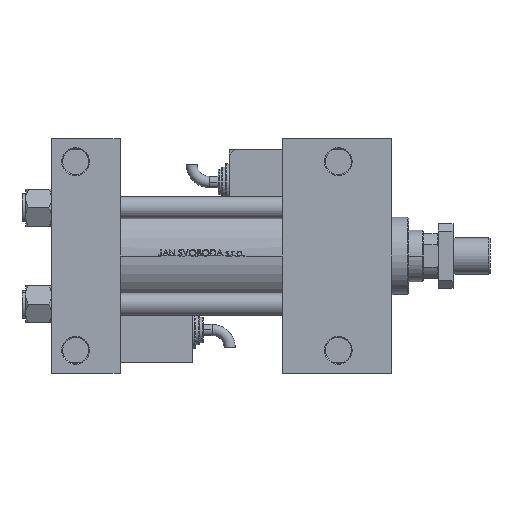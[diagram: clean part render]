
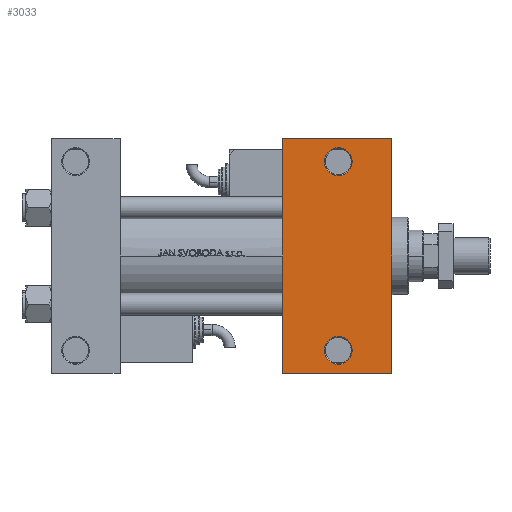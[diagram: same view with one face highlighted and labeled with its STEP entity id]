
A CAD part, front view. The second image highlights one B-rep face of the part: STEP entity #3033.
In plain terms, the highlighted face is planar.
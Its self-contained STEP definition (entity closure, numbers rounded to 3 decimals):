
#2414 = FACE_BOUND ( 'NONE', #41937, .T. ) ;
#2540 = EDGE_CURVE ( 'NONE', #42177, #22054, #11241, .T. ) ;
#3033 = ADVANCED_FACE ( 'NONE', ( #2414, #31694, #30118 ), #42921, .T. ) ;
#3316 = EDGE_CURVE ( 'NONE', #49007, #24592, #48967, .T. ) ;
#3587 = CARTESIAN_POINT ( 'NONE',  ( 184., 63.5, -37.5 ) ) ;
#5347 = AXIS2_PLACEMENT_3D ( 'NONE', #31415, #21724, #43207 ) ;
#5841 = LINE ( 'NONE', #23378, #43119 ) ;
#6564 = DIRECTION ( 'NONE',  ( 0., 0., 1. ) ) ;
#7985 = AXIS2_PLACEMENT_3D ( 'NONE', #48911, #52257, #39155 ) ;
#9522 = EDGE_CURVE ( 'NONE', #39979, #22054, #41827, .T. ) ;
#9695 = CARTESIAN_POINT ( 'NONE',  ( 155., -51., -37.5 ) ) ;
#9832 = EDGE_CURVE ( 'NONE', #42177, #32287, #5841, .T. ) ;
#11241 = LINE ( 'NONE', #28268, #32053 ) ;
#11394 = LINE ( 'NONE', #41233, #12714 ) ;
#11436 = CARTESIAN_POINT ( 'NONE',  ( 125., -63.5, -37.5 ) ) ;
#12714 = VECTOR ( 'NONE', #37588, 1000. ) ;
#12942 = DIRECTION ( 'NONE',  ( 0., 0., 1. ) ) ;
#14918 = CARTESIAN_POINT ( 'NONE',  ( 155., 51., -37.5 ) ) ;
#14999 = CARTESIAN_POINT ( 'NONE',  ( 162.5, -51., -37.5 ) ) ;
#15053 = ORIENTED_EDGE ( 'NONE', *, *, #42680, .T. ) ;
#15181 = AXIS2_PLACEMENT_3D ( 'NONE', #51144, #12942, #25777 ) ;
#15661 = ORIENTED_EDGE ( 'NONE', *, *, #9832, .T. ) ;
#16612 = EDGE_CURVE ( 'NONE', #41112, #35012, #54091, .T. ) ;
#16941 = CARTESIAN_POINT ( 'NONE',  ( 125., -63.5, -37.5 ) ) ;
#17723 = CARTESIAN_POINT ( 'NONE',  ( 125., 63.5, -37.5 ) ) ;
#21724 = DIRECTION ( 'NONE',  ( 0., 0., -1. ) ) ;
#22054 = VERTEX_POINT ( 'NONE', #16941 ) ;
#22559 = DIRECTION ( 'NONE',  ( 1., 0., 0. ) ) ;
#23026 = ORIENTED_EDGE ( 'NONE', *, *, #33268, .T. ) ;
#23378 = CARTESIAN_POINT ( 'NONE',  ( 125., 63.5, -37.5 ) ) ;
#23707 = ORIENTED_EDGE ( 'NONE', *, *, #2540, .F. ) ;
#24592 = VERTEX_POINT ( 'NONE', #14999 ) ;
#24627 = DIRECTION ( 'NONE',  ( 0., -1., 0. ) ) ;
#25777 = DIRECTION ( 'NONE',  ( -1., 0., 0. ) ) ;
#25848 = CIRCLE ( 'NONE', #15181, 7.5 ) ;
#26465 = ORIENTED_EDGE ( 'NONE', *, *, #3316, .T. ) ;
#28268 = CARTESIAN_POINT ( 'NONE',  ( 125., 37.5, -37.5 ) ) ;
#29386 = CARTESIAN_POINT ( 'NONE',  ( 184., -63.5, -37.5 ) ) ;
#30118 = FACE_OUTER_BOUND ( 'NONE', #46103, .T. ) ;
#31183 = DIRECTION ( 'NONE',  ( 0., 0., 1. ) ) ;
#31415 = CARTESIAN_POINT ( 'NONE',  ( 184., 37.5, -37.5 ) ) ;
#31490 = CARTESIAN_POINT ( 'NONE',  ( 147.5, -51., -37.5 ) ) ;
#31694 = FACE_BOUND ( 'NONE', #35486, .T. ) ;
#32053 = VECTOR ( 'NONE', #24627, 1000. ) ;
#32287 = VERTEX_POINT ( 'NONE', #3587 ) ;
#33268 = EDGE_CURVE ( 'NONE', #32287, #39979, #11394, .T. ) ;
#35012 = VERTEX_POINT ( 'NONE', #39213 ) ;
#35486 = EDGE_LOOP ( 'NONE', ( #26465, #15053 ) ) ;
#35896 = DIRECTION ( 'NONE',  ( -1., 0., 0. ) ) ;
#36804 = DIRECTION ( 'NONE',  ( -1., 0., 0. ) ) ;
#37119 = ORIENTED_EDGE ( 'NONE', *, *, #38859, .T. ) ;
#37588 = DIRECTION ( 'NONE',  ( 0., -1., 0. ) ) ;
#38859 = EDGE_CURVE ( 'NONE', #35012, #41112, #25848, .T. ) ;
#39155 = DIRECTION ( 'NONE',  ( -1., 0., 0. ) ) ;
#39213 = CARTESIAN_POINT ( 'NONE',  ( 147.5, 51., -37.5 ) ) ;
#39761 = DIRECTION ( 'NONE',  ( -1., 0., 0. ) ) ;
#39979 = VERTEX_POINT ( 'NONE', #29386 ) ;
#41112 = VERTEX_POINT ( 'NONE', #51921 ) ;
#41233 = CARTESIAN_POINT ( 'NONE',  ( 184., 37.5, -37.5 ) ) ;
#41331 = ORIENTED_EDGE ( 'NONE', *, *, #16612, .T. ) ;
#41827 = LINE ( 'NONE', #11436, #51980 ) ;
#41937 = EDGE_LOOP ( 'NONE', ( #37119, #41331 ) ) ;
#42177 = VERTEX_POINT ( 'NONE', #17723 ) ;
#42680 = EDGE_CURVE ( 'NONE', #24592, #49007, #44604, .T. ) ;
#42921 = PLANE ( 'NONE',  #5347 ) ;
#43119 = VECTOR ( 'NONE', #22559, 1000. ) ;
#43207 = DIRECTION ( 'NONE',  ( -1., 0., 0. ) ) ;
#44604 = CIRCLE ( 'NONE', #46406, 7.5 ) ;
#46103 = EDGE_LOOP ( 'NONE', ( #23707, #15661, #23026, #51862 ) ) ;
#46406 = AXIS2_PLACEMENT_3D ( 'NONE', #9695, #31183, #35896 ) ;
#48911 = CARTESIAN_POINT ( 'NONE',  ( 155., -51., -37.5 ) ) ;
#48967 = CIRCLE ( 'NONE', #7985, 7.5 ) ;
#49007 = VERTEX_POINT ( 'NONE', #31490 ) ;
#51144 = CARTESIAN_POINT ( 'NONE',  ( 155., 51., -37.5 ) ) ;
#51432 = AXIS2_PLACEMENT_3D ( 'NONE', #14918, #6564, #39761 ) ;
#51862 = ORIENTED_EDGE ( 'NONE', *, *, #9522, .T. ) ;
#51921 = CARTESIAN_POINT ( 'NONE',  ( 162.5, 51., -37.5 ) ) ;
#51980 = VECTOR ( 'NONE', #36804, 1000. ) ;
#52257 = DIRECTION ( 'NONE',  ( 0., 0., 1. ) ) ;
#54091 = CIRCLE ( 'NONE', #51432, 7.5 ) ;
